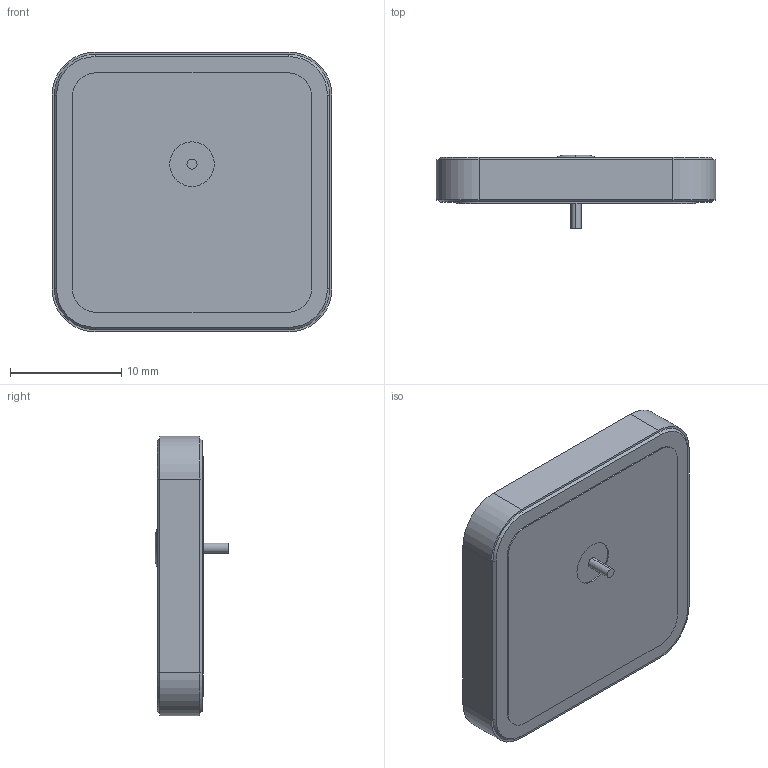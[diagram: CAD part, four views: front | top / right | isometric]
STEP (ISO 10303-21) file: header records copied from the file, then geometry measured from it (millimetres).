
FILE_DESCRIPTION (( 'STEP AP214' ), '1' );
FILE_NAME ('SXP.25.4.A.02_Web.STEP', '2025-05-13T00:52:51', ( '' ), ( '' ), 'SwSTEP 2.0', 'SolidWorks 2022', '' );
FILE_SCHEMA (( 'AUTOMOTIVE_DESIGN' ));
Length unit declared in the file: millimetre
Products named in the file (1): SXP.25.4.A.02_Web
Bounding box: 25.1 x 6.6 x 25.1 mm (x, y, z)
Volume: 2517.2 mm3; surface area: 2523.4 mm2
Topology: 22 solids, 22 shells, 348 faces, 891 edges, 594 vertices
Faces by surface type: plane 164, bspline 158, cylinder 16, cone 8, torus 2
Entity records: 19212 total; most frequent: CARTESIAN_POINT 8008, ORIENTED_EDGE 1782, DIRECTION 1011, EDGE_CURVE 891, VERTEX_POINT 594, VECTOR 521, LINE 521, EDGE_LOOP 371
